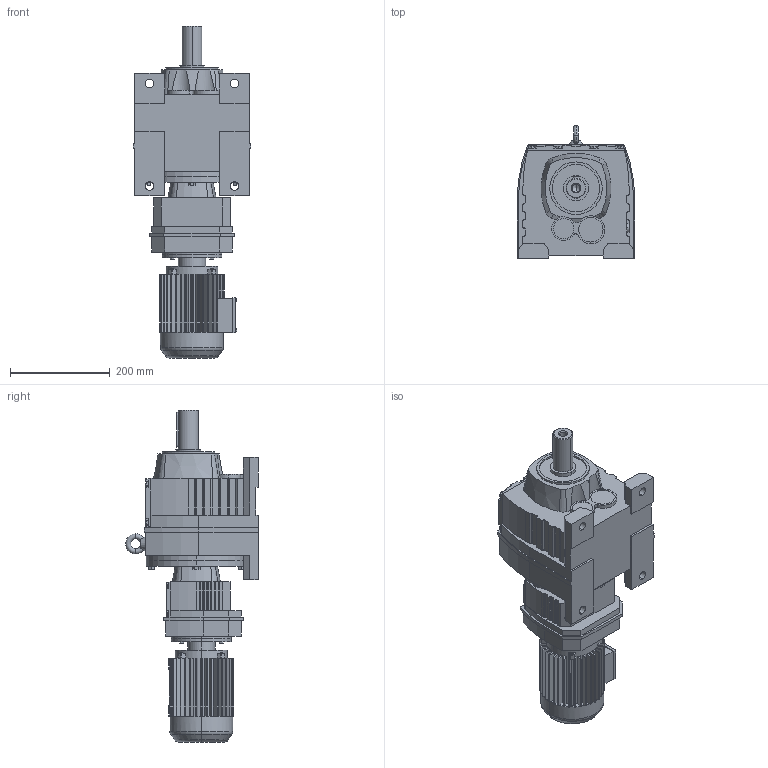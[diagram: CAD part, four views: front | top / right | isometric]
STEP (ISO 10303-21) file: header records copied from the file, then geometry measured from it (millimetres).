
FILE_DESCRIPTION(('Open CASCADE Model'),'2;1');
FILE_NAME('Open CASCADE Shape Model','2019-08-21T18:04:14',('Author'),( 'Open CASCADE'),'Open CASCADE STEP processor 6.3','Open CASCADE 6.3' ,'Unknown');
FILE_SCHEMA(('AUTOMOTIVE_DESIGN_CC2 { 1 2 10303 214 -1 1 5 4 }'));
Length unit declared in the file: millimetre
Products named in the file (4): 1_R77R37-Y63M; R37‵167_77.step; 萇儂_120_Y63M.step; R_77_37.step
Assembly tree (3 placements, depth 2):
  1_R77R37-Y63M
    R37‵167_77.step
    萇儂_120_Y63M.step
    R_77_37.step
Bounding box: 235 x 265.5 x 664 mm (x, y, z)
Volume: 13963429.7 mm3; surface area: 734036 mm2
Topology: 3 solids, 3 shells, 993 faces, 2658 edges, 1729 vertices
Faces by surface type: plane 720, cylinder 235, cone 28, torus 10
Entity records: 68815 total; most frequent: CARTESIAN_POINT 17697, DIRECTION 8975, ORIENTED_EDGE 5312, PCURVE 5312, DEFINITIONAL_REPRESENTATION 5312, LINE 5275, VECTOR 5275, EDGE_CURVE 2656
